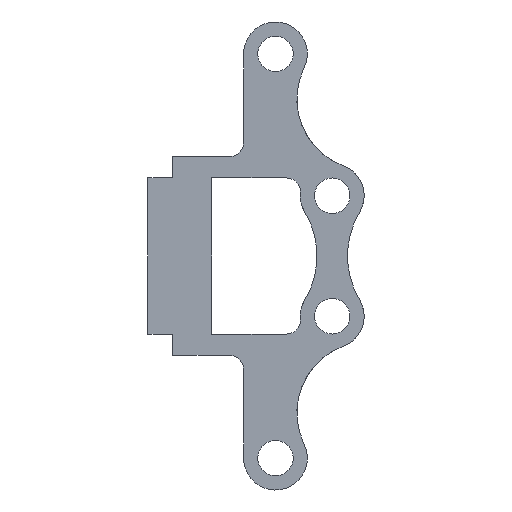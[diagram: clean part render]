
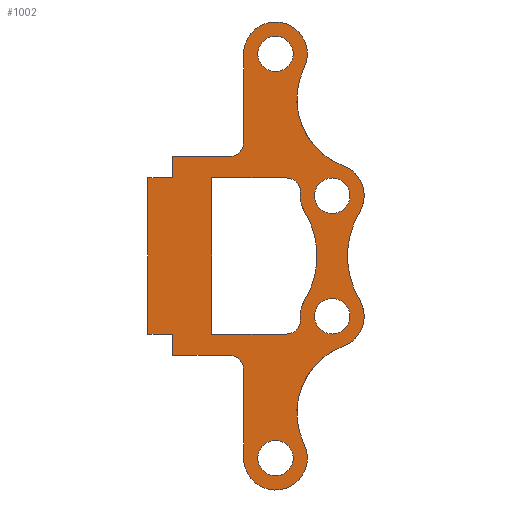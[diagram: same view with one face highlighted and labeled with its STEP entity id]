
A CAD part, front view. The second image highlights one B-rep face of the part: STEP entity #1002.
In plain terms, the highlighted planar face has unit normal (0, -1, 0).
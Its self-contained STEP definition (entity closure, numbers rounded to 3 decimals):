
#42=FACE_BOUND('',#332,.T.);
#43=FACE_BOUND('',#333,.T.);
#44=FACE_BOUND('',#334,.T.);
#45=FACE_BOUND('',#335,.T.);
#46=FACE_BOUND('',#336,.T.);
#77=LINE('',#1810,#154);
#93=LINE('',#1855,#170);
#95=LINE('',#1860,#172);
#97=LINE('',#1863,#174);
#98=LINE('',#1866,#175);
#101=LINE('',#1871,#178);
#109=LINE('',#1897,#186);
#110=LINE('',#1899,#187);
#114=LINE('',#1909,#191);
#119=LINE('',#1928,#196);
#122=LINE('',#1935,#199);
#123=LINE('',#1937,#200);
#154=VECTOR('',#1267,10.);
#170=VECTOR('',#1309,10.);
#172=VECTOR('',#1313,10.);
#174=VECTOR('',#1317,10.);
#175=VECTOR('',#1320,10.);
#178=VECTOR('',#1325,10.);
#186=VECTOR('',#1355,10.);
#187=VECTOR('',#1358,10.);
#191=VECTOR('',#1368,10.);
#196=VECTOR('',#1393,10.);
#199=VECTOR('',#1402,10.);
#200=VECTOR('',#1405,10.);
#271=FACE_OUTER_BOUND('',#331,.T.);
#331=EDGE_LOOP('',(#903,#904,#905,#906,#907,#908,#909,#910,#911,#912,#913,
#914,#915,#916,#917,#918,#919,#920));
#332=EDGE_LOOP('',(#921,#922,#923,#924,#925,#926,#927,#928));
#333=EDGE_LOOP('',(#929));
#334=EDGE_LOOP('',(#930));
#335=EDGE_LOOP('',(#931));
#336=EDGE_LOOP('',(#932));
#341=CIRCLE('',#1029,12.);
#375=CIRCLE('',#1076,10.);
#376=CIRCLE('',#1079,2.);
#381=CIRCLE('',#1086,4.5);
#382=CIRCLE('',#1087,4.5);
#383=CIRCLE('',#1089,12.);
#384=CIRCLE('',#1096,2.5);
#385=CIRCLE('',#1098,2.5);
#386=CIRCLE('',#1100,2.5);
#387=CIRCLE('',#1102,2.5);
#388=CIRCLE('',#1104,2.);
#389=CIRCLE('',#1108,2.);
#390=CIRCLE('',#1111,4.5);
#391=CIRCLE('',#1113,10.);
#392=CIRCLE('',#1115,4.5);
#393=CIRCLE('',#1116,4.5);
#394=CIRCLE('',#1118,4.5);
#395=CIRCLE('',#1121,2.);
#400=VERTEX_POINT('',#1419);
#401=VERTEX_POINT('',#1421);
#456=VERTEX_POINT('',#1801);
#457=VERTEX_POINT('',#1803);
#458=VERTEX_POINT('',#1807);
#459=VERTEX_POINT('',#1809);
#460=VERTEX_POINT('',#1813);
#472=VERTEX_POINT('',#1843);
#473=VERTEX_POINT('',#1847);
#474=VERTEX_POINT('',#1851);
#475=VERTEX_POINT('',#1853);
#476=VERTEX_POINT('',#1857);
#477=VERTEX_POINT('',#1859);
#478=VERTEX_POINT('',#1865);
#479=VERTEX_POINT('',#1869);
#480=VERTEX_POINT('',#1873);
#481=VERTEX_POINT('',#1877);
#482=VERTEX_POINT('',#1881);
#483=VERTEX_POINT('',#1885);
#484=VERTEX_POINT('',#1889);
#485=VERTEX_POINT('',#1891);
#486=VERTEX_POINT('',#1895);
#487=VERTEX_POINT('',#1902);
#488=VERTEX_POINT('',#1903);
#489=VERTEX_POINT('',#1908);
#490=VERTEX_POINT('',#1912);
#491=VERTEX_POINT('',#1916);
#492=VERTEX_POINT('',#1923);
#493=VERTEX_POINT('',#1927);
#494=VERTEX_POINT('',#1931);
#500=EDGE_CURVE('',#400,#401,#341,.T.);
#571=EDGE_CURVE('',#456,#457,#375,.T.);
#574=EDGE_CURVE('',#458,#459,#77,.T.);
#577=EDGE_CURVE('',#460,#458,#376,.T.);
#591=EDGE_CURVE('',#457,#400,#381,.T.);
#593=EDGE_CURVE('',#472,#460,#382,.T.);
#595=EDGE_CURVE('',#473,#472,#383,.T.);
#598=EDGE_CURVE('',#474,#475,#93,.T.);
#600=EDGE_CURVE('',#476,#477,#95,.T.);
#602=EDGE_CURVE('',#477,#475,#97,.T.);
#603=EDGE_CURVE('',#474,#478,#98,.T.);
#606=EDGE_CURVE('',#479,#476,#101,.T.);
#608=EDGE_CURVE('',#480,#480,#384,.T.);
#610=EDGE_CURVE('',#481,#481,#385,.T.);
#612=EDGE_CURVE('',#482,#482,#386,.T.);
#614=EDGE_CURVE('',#483,#483,#387,.T.);
#616=EDGE_CURVE('',#484,#485,#388,.T.);
#619=EDGE_CURVE('',#486,#484,#109,.T.);
#620=EDGE_CURVE('',#459,#486,#110,.T.);
#622=EDGE_CURVE('',#487,#488,#389,.T.);
#625=EDGE_CURVE('',#489,#487,#114,.T.);
#627=EDGE_CURVE('',#490,#489,#390,.T.);
#630=EDGE_CURVE('',#491,#490,#391,.T.);
#631=EDGE_CURVE('',#485,#473,#392,.T.);
#632=EDGE_CURVE('',#401,#491,#393,.T.);
#633=EDGE_CURVE('',#492,#456,#394,.T.);
#635=EDGE_CURVE('',#493,#492,#119,.T.);
#637=EDGE_CURVE('',#494,#493,#395,.T.);
#639=EDGE_CURVE('',#478,#494,#122,.T.);
#640=EDGE_CURVE('',#488,#479,#123,.T.);
#903=ORIENTED_EDGE('',*,*,#640,.F.);
#904=ORIENTED_EDGE('',*,*,#622,.F.);
#905=ORIENTED_EDGE('',*,*,#625,.F.);
#906=ORIENTED_EDGE('',*,*,#627,.F.);
#907=ORIENTED_EDGE('',*,*,#630,.F.);
#908=ORIENTED_EDGE('',*,*,#632,.F.);
#909=ORIENTED_EDGE('',*,*,#500,.F.);
#910=ORIENTED_EDGE('',*,*,#591,.F.);
#911=ORIENTED_EDGE('',*,*,#571,.F.);
#912=ORIENTED_EDGE('',*,*,#633,.F.);
#913=ORIENTED_EDGE('',*,*,#635,.F.);
#914=ORIENTED_EDGE('',*,*,#637,.F.);
#915=ORIENTED_EDGE('',*,*,#639,.F.);
#916=ORIENTED_EDGE('',*,*,#603,.F.);
#917=ORIENTED_EDGE('',*,*,#598,.T.);
#918=ORIENTED_EDGE('',*,*,#602,.F.);
#919=ORIENTED_EDGE('',*,*,#600,.F.);
#920=ORIENTED_EDGE('',*,*,#606,.F.);
#921=ORIENTED_EDGE('',*,*,#631,.F.);
#922=ORIENTED_EDGE('',*,*,#616,.F.);
#923=ORIENTED_EDGE('',*,*,#619,.F.);
#924=ORIENTED_EDGE('',*,*,#620,.F.);
#925=ORIENTED_EDGE('',*,*,#574,.F.);
#926=ORIENTED_EDGE('',*,*,#577,.F.);
#927=ORIENTED_EDGE('',*,*,#593,.F.);
#928=ORIENTED_EDGE('',*,*,#595,.F.);
#929=ORIENTED_EDGE('',*,*,#614,.F.);
#930=ORIENTED_EDGE('',*,*,#612,.F.);
#931=ORIENTED_EDGE('',*,*,#610,.F.);
#932=ORIENTED_EDGE('',*,*,#608,.F.);
#953=PLANE('',#1124);
#1002=ADVANCED_FACE('',(#271,#42,#43,#44,#45,#46),#953,.F.);
#1029=AXIS2_PLACEMENT_3D('',#1422,#1140,#1141);
#1076=AXIS2_PLACEMENT_3D('',#1804,#1261,#1262);
#1079=AXIS2_PLACEMENT_3D('',#1815,#1272,#1273);
#1086=AXIS2_PLACEMENT_3D('',#1842,#1295,#1296);
#1087=AXIS2_PLACEMENT_3D('',#1845,#1298,#1299);
#1089=AXIS2_PLACEMENT_3D('',#1849,#1303,#1304);
#1096=AXIS2_PLACEMENT_3D('',#1875,#1329,#1330);
#1098=AXIS2_PLACEMENT_3D('',#1879,#1334,#1335);
#1100=AXIS2_PLACEMENT_3D('',#1883,#1339,#1340);
#1102=AXIS2_PLACEMENT_3D('',#1887,#1344,#1345);
#1104=AXIS2_PLACEMENT_3D('',#1892,#1349,#1350);
#1108=AXIS2_PLACEMENT_3D('',#1904,#1362,#1363);
#1111=AXIS2_PLACEMENT_3D('',#1913,#1372,#1373);
#1113=AXIS2_PLACEMENT_3D('',#1918,#1378,#1379);
#1115=AXIS2_PLACEMENT_3D('',#1920,#1382,#1383);
#1116=AXIS2_PLACEMENT_3D('',#1921,#1384,#1385);
#1118=AXIS2_PLACEMENT_3D('',#1924,#1388,#1389);
#1121=AXIS2_PLACEMENT_3D('',#1932,#1397,#1398);
#1124=AXIS2_PLACEMENT_3D('',#1938,#1406,#1407);
#1140=DIRECTION('center_axis',(0.,-1.,0.));
#1141=DIRECTION('ref_axis',(0.857,0.,0.515));
#1261=DIRECTION('center_axis',(0.,-1.,0.));
#1262=DIRECTION('ref_axis',(0.346,0.,0.938));
#1267=DIRECTION('',(-1.,0.,0.));
#1272=DIRECTION('center_axis',(0.,-1.,0.));
#1273=DIRECTION('ref_axis',(0.,0.,-1.));
#1295=DIRECTION('center_axis',(0.,1.,0.));
#1296=DIRECTION('ref_axis',(0.346,0.,0.938));
#1298=DIRECTION('center_axis',(0.,1.,0.));
#1299=DIRECTION('ref_axis',(-0.857,0.,-0.515));
#1303=DIRECTION('center_axis',(0.,-1.,0.));
#1304=DIRECTION('ref_axis',(-0.857,0.,-0.515));
#1309=DIRECTION('',(-1.,0.,0.));
#1313=DIRECTION('',(-1.,0.,0.));
#1317=DIRECTION('',(0.,0.,1.));
#1320=DIRECTION('',(0.,0.,1.));
#1325=DIRECTION('',(0.,0.,1.));
#1329=DIRECTION('center_axis',(0.,-1.,0.));
#1330=DIRECTION('ref_axis',(1.,0.,0.));
#1334=DIRECTION('center_axis',(0.,-1.,0.));
#1335=DIRECTION('ref_axis',(1.,0.,0.));
#1339=DIRECTION('center_axis',(0.,-1.,0.));
#1340=DIRECTION('ref_axis',(1.,0.,0.));
#1344=DIRECTION('center_axis',(0.,-1.,0.));
#1345=DIRECTION('ref_axis',(1.,0.,0.));
#1349=DIRECTION('center_axis',(0.,-1.,0.));
#1350=DIRECTION('ref_axis',(-0.997,0.,-0.077));
#1355=DIRECTION('',(1.,0.,0.));
#1358=DIRECTION('',(0.,0.,-1.));
#1362=DIRECTION('center_axis',(0.,-1.,0.));
#1363=DIRECTION('ref_axis',(0.,0.,-1.));
#1368=DIRECTION('',(0.,0.,1.));
#1372=DIRECTION('center_axis',(0.,1.,0.));
#1373=DIRECTION('ref_axis',(0.898,0.,0.441));
#1378=DIRECTION('center_axis',(0.,-1.,0.));
#1379=DIRECTION('ref_axis',(0.898,0.,0.441));
#1382=DIRECTION('center_axis',(0.,1.,0.));
#1383=DIRECTION('ref_axis',(-0.997,0.,-0.077));
#1384=DIRECTION('center_axis',(0.,1.,0.));
#1385=DIRECTION('ref_axis',(0.857,0.,0.515));
#1388=DIRECTION('center_axis',(0.,1.,0.));
#1389=DIRECTION('ref_axis',(-1.,0.,0.));
#1393=DIRECTION('',(0.,0.,1.));
#1397=DIRECTION('center_axis',(0.,-1.,0.));
#1398=DIRECTION('ref_axis',(-1.,0.,0.));
#1402=DIRECTION('',(1.,0.,0.));
#1405=DIRECTION('',(-1.,0.,0.));
#1406=DIRECTION('center_axis',(0.,1.,0.));
#1407=DIRECTION('ref_axis',(0.,0.,1.));
#1419=CARTESIAN_POINT('',(26.357,0.,6.182));
#1421=CARTESIAN_POINT('',(26.357,0.,-6.182));
#1422=CARTESIAN_POINT('Origin',(36.642,0.,0.));
#1801=CARTESIAN_POINT('',(18.539,0.,26.516));
#1803=CARTESIAN_POINT('',(24.056,0.,12.722));
#1804=CARTESIAN_POINT('Origin',(27.514,0.,22.106));
#1807=CARTESIAN_POINT('',(16.019,0.,11.));
#1809=CARTESIAN_POINT('',(5.5,0.,11.));
#1810=CARTESIAN_POINT('',(16.019,0.,11.));
#1813=CARTESIAN_POINT('',(18.013,0.,8.846));
#1815=CARTESIAN_POINT('Origin',(16.019,0.,9.));
#1842=CARTESIAN_POINT('Origin',(22.5,0.,8.5));
#1843=CARTESIAN_POINT('',(18.643,0.,6.182));
#1845=CARTESIAN_POINT('Origin',(22.5,0.,8.5));
#1847=CARTESIAN_POINT('',(18.643,0.,-6.182));
#1849=CARTESIAN_POINT('Origin',(8.358,0.,0.));
#1851=CARTESIAN_POINT('',(0.,0.,11.));
#1853=CARTESIAN_POINT('',(-3.5,0.,11.));
#1855=CARTESIAN_POINT('',(0.,0.,11.));
#1857=CARTESIAN_POINT('',(0.,0.,-11.));
#1859=CARTESIAN_POINT('',(-3.5,0.,-11.));
#1860=CARTESIAN_POINT('',(0.,0.,-11.));
#1863=CARTESIAN_POINT('',(-3.5,0.,-14.));
#1865=CARTESIAN_POINT('',(0.,0.,14.));
#1866=CARTESIAN_POINT('',(0.,0.,-14.));
#1869=CARTESIAN_POINT('',(0.,0.,-14.));
#1871=CARTESIAN_POINT('',(0.,0.,-14.));
#1873=CARTESIAN_POINT('',(12.,0.,-28.5));
#1875=CARTESIAN_POINT('Origin',(14.5,0.,-28.5));
#1877=CARTESIAN_POINT('',(20.,0.,-8.5));
#1879=CARTESIAN_POINT('Origin',(22.5,0.,-8.5));
#1881=CARTESIAN_POINT('',(12.,0.,28.5));
#1883=CARTESIAN_POINT('Origin',(14.5,0.,28.5));
#1885=CARTESIAN_POINT('',(20.,0.,8.5));
#1887=CARTESIAN_POINT('Origin',(22.5,0.,8.5));
#1889=CARTESIAN_POINT('',(16.019,0.,-11.));
#1891=CARTESIAN_POINT('',(18.013,0.,-8.846));
#1892=CARTESIAN_POINT('Origin',(16.019,0.,-9.));
#1895=CARTESIAN_POINT('',(5.5,0.,-11.));
#1897=CARTESIAN_POINT('',(5.5,0.,-11.));
#1899=CARTESIAN_POINT('',(5.5,0.,11.));
#1902=CARTESIAN_POINT('',(10.,0.,-16.));
#1903=CARTESIAN_POINT('',(8.,0.,-14.));
#1904=CARTESIAN_POINT('Origin',(8.,0.,-16.));
#1908=CARTESIAN_POINT('',(10.,0.,-28.5));
#1909=CARTESIAN_POINT('',(10.,0.,-28.5));
#1912=CARTESIAN_POINT('',(18.539,0.,-26.516));
#1913=CARTESIAN_POINT('Origin',(14.5,0.,-28.5));
#1916=CARTESIAN_POINT('',(24.056,0.,-12.722));
#1918=CARTESIAN_POINT('Origin',(27.514,0.,-22.106));
#1920=CARTESIAN_POINT('Origin',(22.5,0.,-8.5));
#1921=CARTESIAN_POINT('Origin',(22.5,0.,-8.5));
#1923=CARTESIAN_POINT('',(10.,0.,28.5));
#1924=CARTESIAN_POINT('Origin',(14.5,0.,28.5));
#1927=CARTESIAN_POINT('',(10.,0.,16.));
#1928=CARTESIAN_POINT('',(10.,0.,16.));
#1931=CARTESIAN_POINT('',(8.,0.,14.));
#1932=CARTESIAN_POINT('Origin',(8.,0.,16.));
#1935=CARTESIAN_POINT('',(0.,0.,14.));
#1937=CARTESIAN_POINT('',(8.,0.,-14.));
#1938=CARTESIAN_POINT('Origin',(13.5,0.,0.));
